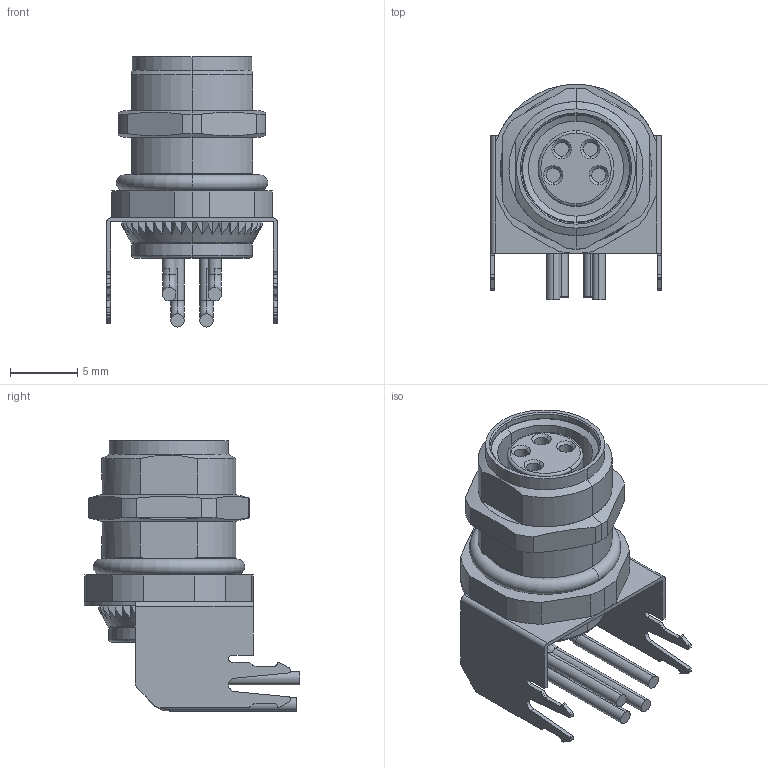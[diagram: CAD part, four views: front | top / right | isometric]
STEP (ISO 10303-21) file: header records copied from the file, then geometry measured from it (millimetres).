
FILE_DESCRIPTION (( 'STEP AP214' ), '1' );
FILE_NAME ('M8.FMLE.PNLREAR.4POS.PCBSTAND.RA.SHLD.STEP', '2022-07-10T16:44:02', ( '' ), ( '' ), 'SwSTEP 2.0', 'SolidWorks 2019', '' );
FILE_SCHEMA (( 'AUTOMOTIVE_DESIGN' ));
Length unit declared in the file: millimetre
Products named in the file (1): M8.FMLE.PNLREAR.4POS.PCBSTAND.RA.SHLD
Bounding box: 12.76 x 16.05 x 20.15 mm (x, y, z)
Volume: 1246.2 mm3; surface area: 2721.1 mm2
Topology: 16 solids, 16 shells, 389 faces, 1020 edges, 666 vertices
Faces by surface type: plane 180, cylinder 159, cone 30, torus 20
Entity records: 12639 total; most frequent: CARTESIAN_POINT 2704, DIRECTION 2074, ORIENTED_EDGE 2040, EDGE_CURVE 1020, AXIS2_PLACEMENT_3D 774, VERTEX_POINT 666, VECTOR 526, LINE 526
